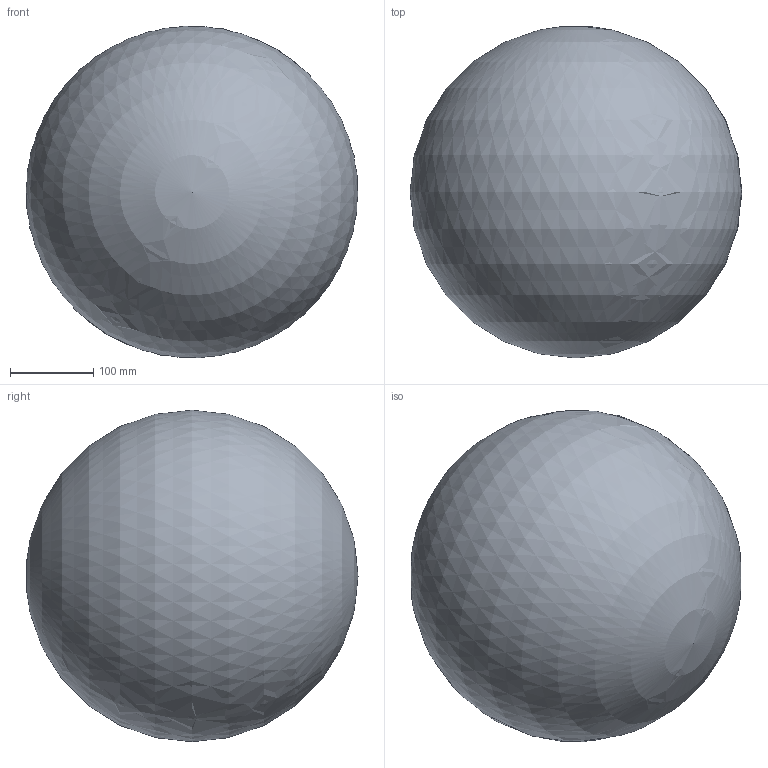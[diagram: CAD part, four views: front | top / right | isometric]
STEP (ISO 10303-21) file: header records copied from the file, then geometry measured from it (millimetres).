
FILE_DESCRIPTION((''),'2;1');
FILE_NAME('521400AC_ALLCATPART_SW0001','2017-07-10T',('sparenzan'),(''),'CREO PARAMETRIC BY PTC INC, 2016050','CREO PARAMETRIC BY PTC INC, 2016050','');
FILE_SCHEMA(('CONFIG_CONTROL_DESIGN'));
Products named in the file (1): 521400AC_ALLCATPART_SW0001
Bounding box: 399.96 x 400 x 399.61 mm (x, y, z)
Surface area: 1096917.7 mm2 (no closed solid volume)
Topology: 0 solids, 0 shells, 1380 faces, 6667 edges, 6580 vertices
Faces by surface type: bspline 1294, sphere 46, torus 40
Entity records: 136087 total; most frequent: CARTESIAN_POINT 83593, DEFINITIONAL_REPRESENTATION 6531, PCURVE 6531, COMPOSITE_CURVE_SEGMENT 6531, DIRECTION 6461, TRIMMED_CURVE 5795, VECTOR 5299, LINE 5299
